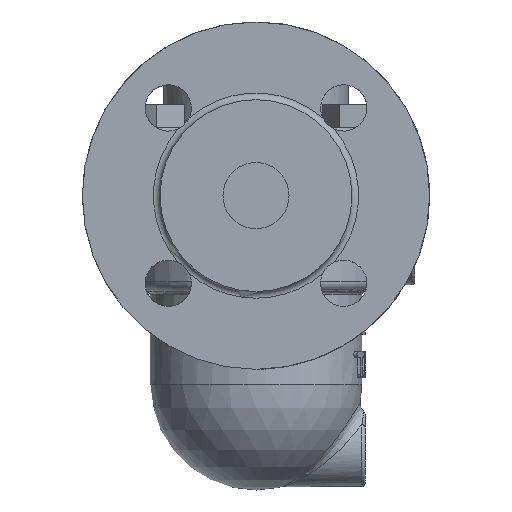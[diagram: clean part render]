
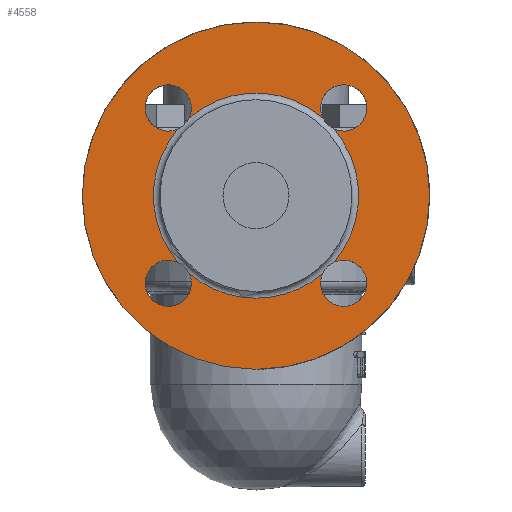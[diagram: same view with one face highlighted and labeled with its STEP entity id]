
A CAD part, left-side view. The second image highlights one B-rep face of the part: STEP entity #4558.
In plain terms, the highlighted planar face has unit normal (-1, 0, 0).
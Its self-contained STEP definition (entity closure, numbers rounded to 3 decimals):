
#597=FACE_BOUND('',#1051,.T.);
#638=PLANE('',#4870);
#742=FACE_OUTER_BOUND('',#1050,.T.);
#1050=EDGE_LOOP('',(#3124));
#1051=EDGE_LOOP('',(#3125,#3126,#3127,#3128,#3129,#3130,#3131,#3132));
#1606=CIRCLE('',#4863,52.5);
#1608=CIRCLE('',#4866,31.);
#1609=CIRCLE('',#4867,31.);
#1610=CIRCLE('',#4868,31.);
#1611=CIRCLE('',#4869,31.);
#1612=CIRCLE('',#4871,7.);
#1613=CIRCLE('',#4872,7.);
#1614=CIRCLE('',#4873,7.);
#1615=CIRCLE('',#4874,7.);
#1921=VERTEX_POINT('',#8141);
#1923=VERTEX_POINT('',#8146);
#1924=VERTEX_POINT('',#8147);
#1925=VERTEX_POINT('',#8160);
#1926=VERTEX_POINT('',#8162);
#1927=VERTEX_POINT('',#8175);
#1928=VERTEX_POINT('',#8177);
#1929=VERTEX_POINT('',#8190);
#1930=VERTEX_POINT('',#8192);
#2385=EDGE_CURVE('',#1921,#1921,#1606,.T.);
#2388=EDGE_CURVE('',#1923,#1925,#1608,.T.);
#2390=EDGE_CURVE('',#1926,#1927,#1609,.T.);
#2392=EDGE_CURVE('',#1928,#1929,#1610,.T.);
#2394=EDGE_CURVE('',#1930,#1924,#1611,.T.);
#2395=EDGE_CURVE('',#1925,#1926,#1612,.T.);
#2396=EDGE_CURVE('',#1924,#1923,#1613,.T.);
#2397=EDGE_CURVE('',#1929,#1930,#1614,.T.);
#2398=EDGE_CURVE('',#1927,#1928,#1615,.T.);
#3124=ORIENTED_EDGE('',*,*,#2385,.F.);
#3125=ORIENTED_EDGE('',*,*,#2390,.F.);
#3126=ORIENTED_EDGE('',*,*,#2395,.F.);
#3127=ORIENTED_EDGE('',*,*,#2388,.F.);
#3128=ORIENTED_EDGE('',*,*,#2396,.F.);
#3129=ORIENTED_EDGE('',*,*,#2394,.F.);
#3130=ORIENTED_EDGE('',*,*,#2397,.F.);
#3131=ORIENTED_EDGE('',*,*,#2392,.F.);
#3132=ORIENTED_EDGE('',*,*,#2398,.F.);
#4558=ADVANCED_FACE('',(#742,#597),#638,.F.);
#4863=AXIS2_PLACEMENT_3D('',#8142,#5348,#5349);
#4866=AXIS2_PLACEMENT_3D('',#8161,#5354,#5355);
#4867=AXIS2_PLACEMENT_3D('',#8176,#5356,#5357);
#4868=AXIS2_PLACEMENT_3D('',#8191,#5358,#5359);
#4869=AXIS2_PLACEMENT_3D('',#8205,#5360,#5361);
#4870=AXIS2_PLACEMENT_3D('',#8206,#5362,#5363);
#4871=AXIS2_PLACEMENT_3D('',#8207,#5364,#5365);
#4872=AXIS2_PLACEMENT_3D('',#8208,#5366,#5367);
#4873=AXIS2_PLACEMENT_3D('',#8209,#5368,#5369);
#4874=AXIS2_PLACEMENT_3D('',#8210,#5370,#5371);
#5348=DIRECTION('center_axis',(1.,0.,0.));
#5349=DIRECTION('ref_axis',(0.,0.068,0.998));
#5354=DIRECTION('center_axis',(-1.,0.,0.));
#5355=DIRECTION('ref_axis',(0.,0.,1.));
#5356=DIRECTION('center_axis',(-1.,0.,0.));
#5357=DIRECTION('ref_axis',(0.,0.,1.));
#5358=DIRECTION('center_axis',(-1.,0.,0.));
#5359=DIRECTION('ref_axis',(0.,0.,1.));
#5360=DIRECTION('center_axis',(-1.,0.,0.));
#5361=DIRECTION('ref_axis',(0.,0.,1.));
#5362=DIRECTION('center_axis',(1.,0.,0.));
#5363=DIRECTION('ref_axis',(0.,0.,-1.));
#5364=DIRECTION('center_axis',(-1.,0.,0.));
#5365=DIRECTION('ref_axis',(0.,0.,1.));
#5366=DIRECTION('center_axis',(-1.,0.,0.));
#5367=DIRECTION('ref_axis',(0.,-1.,0.));
#5368=DIRECTION('center_axis',(-1.,0.,0.));
#5369=DIRECTION('ref_axis',(0.,0.,-1.));
#5370=DIRECTION('center_axis',(-1.,0.,0.));
#5371=DIRECTION('ref_axis',(0.,1.,0.));
#8141=CARTESIAN_POINT('',(-91.,0.,-52.5));
#8142=CARTESIAN_POINT('Origin',(-91.,0.,0.));
#8146=CARTESIAN_POINT('',(-91.,20.188,-23.526));
#8147=CARTESIAN_POINT('',(-91.,23.526,-20.188));
#8160=CARTESIAN_POINT('',(-91.,-20.188,-23.526));
#8161=CARTESIAN_POINT('Origin',(-91.,0.,0.));
#8162=CARTESIAN_POINT('',(-91.,-23.526,-20.188));
#8175=CARTESIAN_POINT('',(-91.,-23.526,20.188));
#8176=CARTESIAN_POINT('Origin',(-91.,0.,0.));
#8177=CARTESIAN_POINT('',(-91.,-20.188,23.526));
#8190=CARTESIAN_POINT('',(-91.,20.188,23.526));
#8191=CARTESIAN_POINT('Origin',(-91.,0.,0.));
#8192=CARTESIAN_POINT('',(-91.,23.526,20.188));
#8205=CARTESIAN_POINT('Origin',(-91.,0.,0.));
#8206=CARTESIAN_POINT('Origin',(-91.,0.,0.));
#8207=CARTESIAN_POINT('Origin',(-91.,-26.517,-26.517));
#8208=CARTESIAN_POINT('Origin',(-91.,26.517,-26.517));
#8209=CARTESIAN_POINT('Origin',(-91.,26.517,26.517));
#8210=CARTESIAN_POINT('Origin',(-91.,-26.517,26.517));
